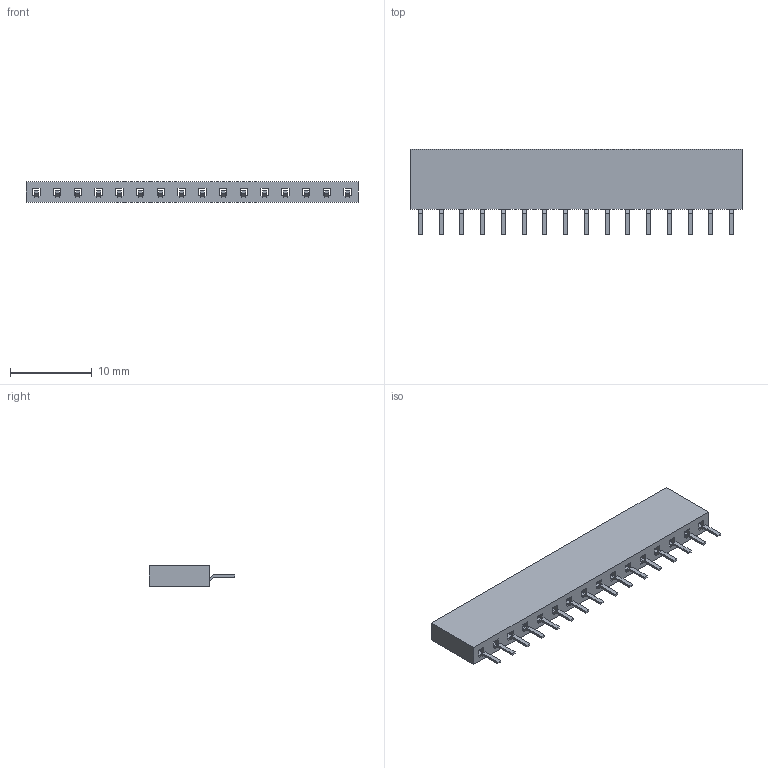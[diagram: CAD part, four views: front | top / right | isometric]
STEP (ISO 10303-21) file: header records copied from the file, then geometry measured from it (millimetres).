
FILE_DESCRIPTION(/* description */ ('STEP AP214'),/* implementation_level */ '2;1');
FILE_NAME(/* name */ 'BCS-116-F-S-TE',/* time_stamp */ '2025-04-02T10:46:06+02:00',/* author */ ('License CC BY-ND 4.0'),/* organization */ ('CADENAS'),/* preprocessor_version */ 'ST-DEVELOPER v19.3',/* originating_system */ 'PARTsolutions',/* authorisation */ ' ');
FILE_SCHEMA (('AUTOMOTIVE_DESIGN {1 0 10303 214 3 1 1}'));
Length unit declared in the file: inch
Products named in the file (4): BCS-116-F-S-TE; BCS-116-S-TE_socket; C-95-01-16-F-S-TE; C-95-01-16-F-S-TE2
Assembly tree (3 placements, depth 2):
  BCS-116-F-S-TE
    BCS-116-S-TE_socket
    C-95-01-16-F-S-TE
    C-95-01-16-F-S-TE2
Bounding box: 40.64 x 10.46 x 2.54 mm (x, y, z)
Surface area: 2596.1 mm2
Topology: 3 solids, 3 shells, 594 faces, 1796 edges, 1176 vertices
Faces by surface type: plane 594
Entity records: 19925 total; most frequent: ORIENTED_EDGE 3592, CARTESIAN_POINT 3570, DIRECTION 2992, EDGE_CURVE 1796, LINE 1796, VECTOR 1796, VERTEX_POINT 1176, EDGE_LOOP 658
